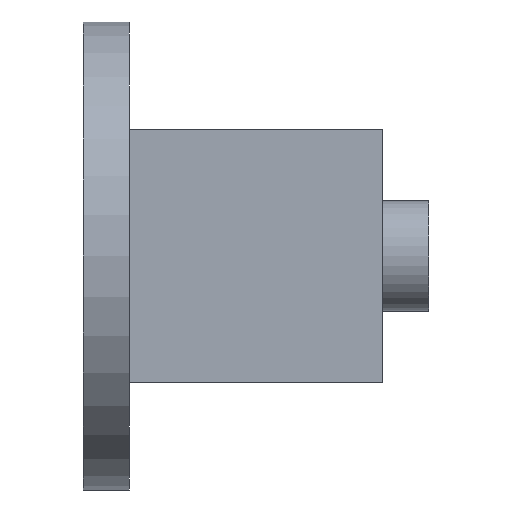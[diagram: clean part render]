
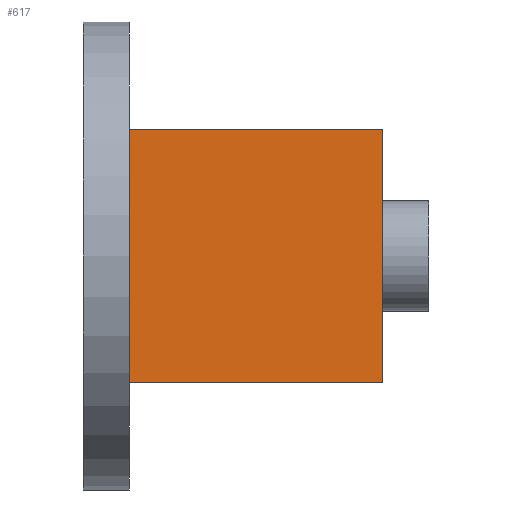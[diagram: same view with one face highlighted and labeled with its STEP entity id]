
A CAD part, left-side view. The second image highlights one B-rep face of the part: STEP entity #617.
In plain terms, the highlighted planar face has unit normal (-1, 0, 0).
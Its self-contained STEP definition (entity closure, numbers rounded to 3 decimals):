
#14 = DIRECTION ( 'NONE',  ( 0., 1., 0. ) ) ;
#23 = ORIENTED_EDGE ( 'NONE', *, *, #1044, .F. ) ;
#43 = DIRECTION ( 'NONE',  ( 0., 1., 0. ) ) ;
#61 = EDGE_CURVE ( 'NONE', #485, #942, #1382, .T. ) ;
#72 = EDGE_CURVE ( 'NONE', #1167, #942, #1067, .T. ) ;
#75 = PLANE ( 'NONE',  #851 ) ;
#171 = DIRECTION ( 'NONE',  ( 0., 0., -1. ) ) ;
#213 = VECTOR ( 'NONE', #43, 1000. ) ;
#432 = VECTOR ( 'NONE', #910, 1000. ) ;
#463 = LINE ( 'NONE', #562, #432 ) ;
#485 = VERTEX_POINT ( 'NONE', #832 ) ;
#499 = EDGE_CURVE ( 'NONE', #1167, #976, #463, .T. ) ;
#555 = ORIENTED_EDGE ( 'NONE', *, *, #61, .F. ) ;
#562 = CARTESIAN_POINT ( 'NONE',  ( -27.5, -5., 0. ) ) ;
#599 = ORIENTED_EDGE ( 'NONE', *, *, #499, .F. ) ;
#608 = CARTESIAN_POINT ( 'NONE',  ( -27.5, -5., 0. ) ) ;
#617 = ADVANCED_FACE ( 'NONE', ( #1391 ), #75, .F. ) ;
#773 = VECTOR ( 'NONE', #1020, 1000. ) ;
#819 = CARTESIAN_POINT ( 'NONE',  ( -27.5, -5., 27.5 ) ) ;
#832 = CARTESIAN_POINT ( 'NONE',  ( -27.5, 50., -27.5 ) ) ;
#834 = VECTOR ( 'NONE', #14, 1000. ) ;
#842 = ORIENTED_EDGE ( 'NONE', *, *, #72, .T. ) ;
#851 = AXIS2_PLACEMENT_3D ( 'NONE', #608, #1041, #171 ) ;
#910 = DIRECTION ( 'NONE',  ( 0., 0., -1. ) ) ;
#942 = VERTEX_POINT ( 'NONE', #1385 ) ;
#976 = VERTEX_POINT ( 'NONE', #1291 ) ;
#1020 = DIRECTION ( 'NONE',  ( 0., 0., 1. ) ) ;
#1041 = DIRECTION ( 'NONE',  ( 1., 0., 0. ) ) ;
#1044 = EDGE_CURVE ( 'NONE', #976, #485, #1157, .T. ) ;
#1054 = CARTESIAN_POINT ( 'NONE',  ( -27.5, 50., 0. ) ) ;
#1067 = LINE ( 'NONE', #1229, #213 ) ;
#1157 = LINE ( 'NONE', #1248, #834 ) ;
#1167 = VERTEX_POINT ( 'NONE', #819 ) ;
#1169 = EDGE_LOOP ( 'NONE', ( #555, #23, #599, #842 ) ) ;
#1229 = CARTESIAN_POINT ( 'NONE',  ( -27.5, -5., 27.5 ) ) ;
#1248 = CARTESIAN_POINT ( 'NONE',  ( -27.5, -5., -27.5 ) ) ;
#1291 = CARTESIAN_POINT ( 'NONE',  ( -27.5, -5., -27.5 ) ) ;
#1382 = LINE ( 'NONE', #1054, #773 ) ;
#1385 = CARTESIAN_POINT ( 'NONE',  ( -27.5, 50., 27.5 ) ) ;
#1391 = FACE_OUTER_BOUND ( 'NONE', #1169, .T. ) ;
